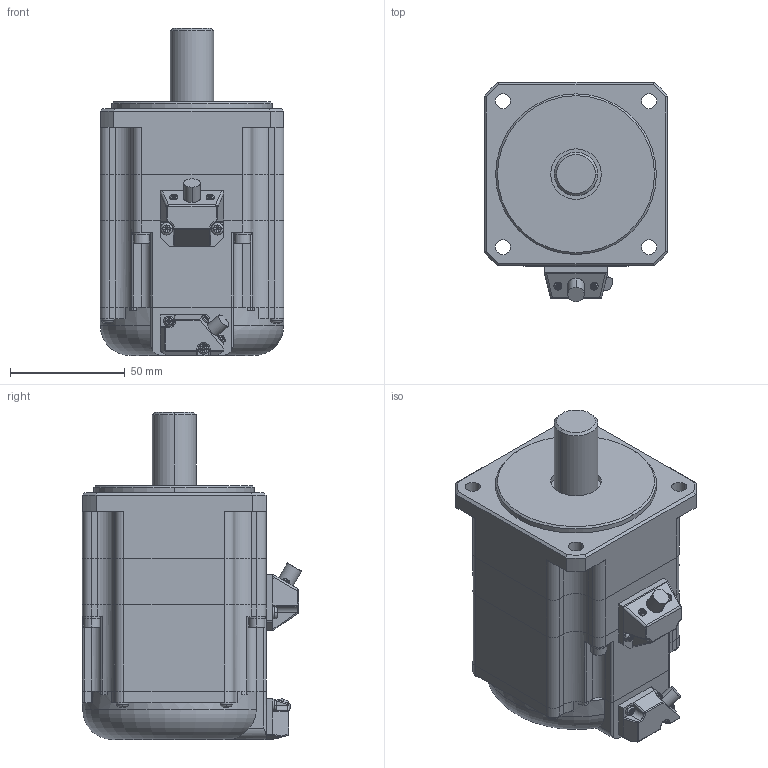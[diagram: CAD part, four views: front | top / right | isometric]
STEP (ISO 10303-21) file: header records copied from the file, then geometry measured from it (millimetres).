
FILE_DESCRIPTION(('Creo Elements/Direct Modeling STEP Export'),'2;1');
FILE_NAME('TSM3302BK有.stp','2019-02-18T14:13:17',(''),(''),'Creo Elements/Direct Modeling STEP processor for AP214 (Solid Model)','Creo Elements/Direct Modeling 17.0F 20-Aug-2012 (C) Parametric Technology GmbH','');
FILE_SCHEMA(('AUTOMOTIVE_DESIGN { 1 0 10303 214 1 1 1 1 }'));
Length unit declared in the file: millimetre
Products named in the file (3): TSM3302N8300_扁平_Body_1; TSM3302N8300_扁平_Asm_1; Assembly-1
Assembly tree (2 placements, depth 3):
  Assembly-1
    TSM3302N8300_扁平_Asm_1
      TSM3302N8300_扁平_Body_1
Bounding box: 80 x 95.5 x 142.5 mm (x, y, z)
Volume: 617039.5 mm3; surface area: 48509.7 mm2
Topology: 1 solids, 3 shells, 842 faces, 2045 edges, 1226 vertices
Faces by surface type: plane 399, cylinder 212, bspline 114, cone 52, torus 35, sphere 30
Entity records: 28361 total; most frequent: CARTESIAN_POINT 6678, ORIENTED_EDGE 4062, DIRECTION 3777, EDGE_CURVE 2031, AXIS2_PLACEMENT_3D 1346, VERTEX_POINT 1226, VECTOR 1085, LINE 1085
